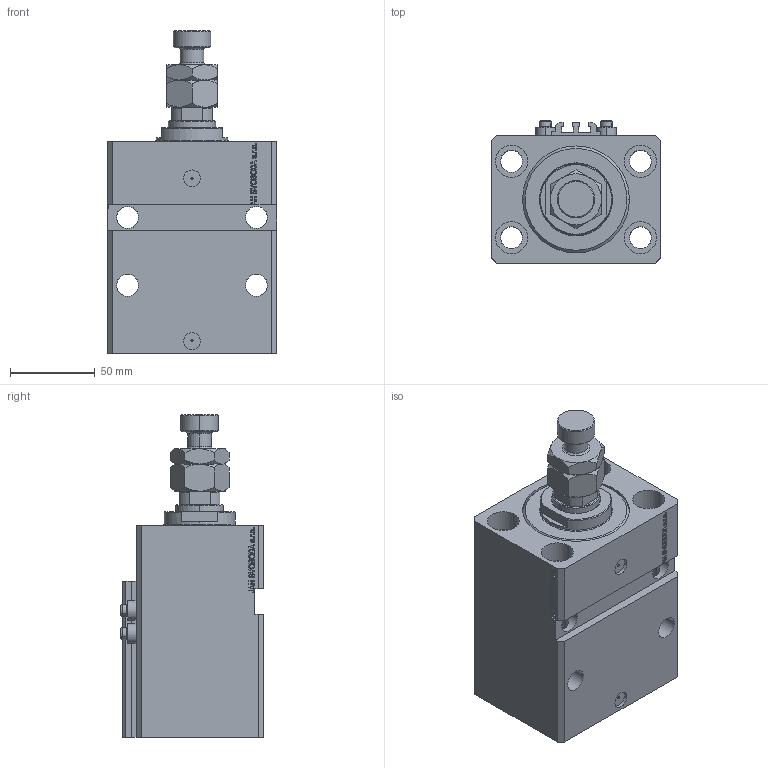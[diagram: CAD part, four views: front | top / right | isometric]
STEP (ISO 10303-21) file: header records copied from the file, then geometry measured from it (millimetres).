
FILE_DESCRIPTION (( 'STEP AP203' ), '1' );
FILE_NAME ('5dc4.STEP', '2023-10-07T15:52:51', ( '' ), ( '' ), 'SwSTEP 2.0', 'SolidWorks 2019', '' );
FILE_SCHEMA (( 'CONFIG_CONTROL_DESIGN' ));
Length unit declared in the file: millimetre
Products named in the file (6): V250CE_VC_E 2f69e8455cbfc8bc9eb7b8e0115b2d23; MFA 2f69e8455cbfc8bc9eb7b8e0115b2d23; V250CE_C_VCP 2f69e8455cbfc8bc9eb7b8e0115b2d23; V250CE_E_Body 2f69e8455cbfc8bc9eb7b8e0115b2d23; ALLEN BOLT V250CE 2f69e8455cbfc8bc9eb7b8e0115b2d23; 5dc4
Assembly tree (8 placements, depth 2):
  5dc4
    V250CE_E_Body 2f69e8455cbfc8bc9eb7b8e0115b2d23
    ALLEN BOLT V250CE 2f69e8455cbfc8bc9eb7b8e0115b2d23  x4
    V250CE_C_VCP 2f69e8455cbfc8bc9eb7b8e0115b2d23
    V250CE_VC_E 2f69e8455cbfc8bc9eb7b8e0115b2d23
    MFA 2f69e8455cbfc8bc9eb7b8e0115b2d23
Bounding box: 100 x 84 x 190 mm (x, y, z)
Volume: 793446.8 mm3; surface area: 155939.3 mm2
Topology: 9 solids, 9 shells, 1160 faces, 2886 edges, 1853 vertices
Faces by surface type: plane 551, bspline 357, cylinder 150, cone 84, torus 18
Entity records: 49885 total; most frequent: CARTESIAN_POINT 25614, ORIENTED_EDGE 5462, DIRECTION 3653, EDGE_CURVE 2731, VERTEX_POINT 1769, VECTOR 1629, LINE 1629, EDGE_LOOP 1224
